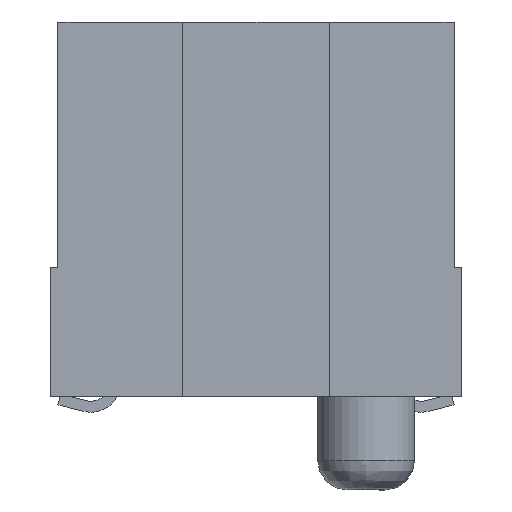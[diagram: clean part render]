
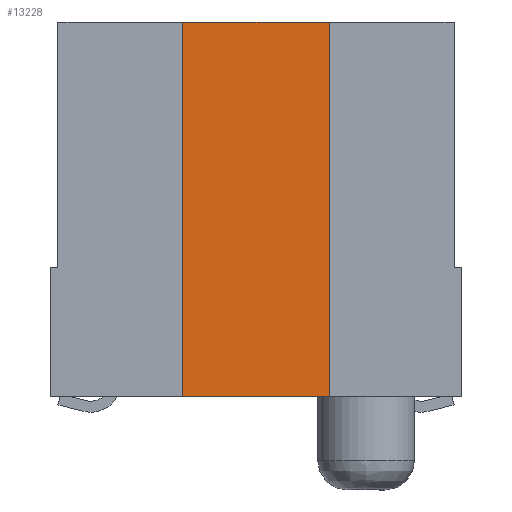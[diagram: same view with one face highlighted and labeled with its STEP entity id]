
A CAD part, left-side view. The second image highlights one B-rep face of the part: STEP entity #13228.
In plain terms, the highlighted planar face has unit normal (-1, 0, 0).
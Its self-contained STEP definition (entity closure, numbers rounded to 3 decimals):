
#3629=CARTESIAN_POINT('',(-10.9,1.,0.));
#3630=VERTEX_POINT('',#3629);
#3637=CARTESIAN_POINT('',(-10.9,-1.,0.));
#3638=VERTEX_POINT('',#3637);
#3639=CARTESIAN_POINT('',(-10.9,1.,0.));
#3640=DIRECTION('',(0.,-1.,0.));
#3641=VECTOR('',#3640,2.);
#3642=LINE('',#3639,#3641);
#3643=EDGE_CURVE('',#3630,#3638,#3642,.T.);
#11676=CARTESIAN_POINT('',(-10.9,-1.,-5.1));
#11677=VERTEX_POINT('',#11676);
#11684=CARTESIAN_POINT('',(-10.9,1.,-5.1));
#11685=VERTEX_POINT('',#11684);
#11686=CARTESIAN_POINT('',(-10.9,-1.,-5.1));
#11687=DIRECTION('',(0.,1.,0.));
#11688=VECTOR('',#11687,2.);
#11689=LINE('',#11686,#11688);
#11690=EDGE_CURVE('',#11677,#11685,#11689,.T.);
#13200=CARTESIAN_POINT('',(-10.9,-1.,0.));
#13201=DIRECTION('',(0.,0.,-1.));
#13202=VECTOR('',#13201,5.1);
#13203=LINE('',#13200,#13202);
#13204=EDGE_CURVE('',#3638,#11677,#13203,.T.);
#13212=CARTESIAN_POINT('',(-10.9,0.,0.));
#13213=DIRECTION('',(0.,1.,0.));
#13214=DIRECTION('',(-1.,0.,0.));
#13215=AXIS2_PLACEMENT_3D('',#13212,#13214,#13213);
#13216=PLANE('',#13215);
#13217=ORIENTED_EDGE('',*,*,#13204,.F.);
#13218=ORIENTED_EDGE('',*,*,#3643,.F.);
#13219=CARTESIAN_POINT('',(-10.9,1.,0.));
#13220=DIRECTION('',(0.,0.,-1.));
#13221=VECTOR('',#13220,5.1);
#13222=LINE('',#13219,#13221);
#13223=EDGE_CURVE('',#3630,#11685,#13222,.T.);
#13224=ORIENTED_EDGE('',*,*,#13223,.T.);
#13225=ORIENTED_EDGE('',*,*,#11690,.F.);
#13226=EDGE_LOOP('',(#13217,#13218,#13224,#13225));
#13227=FACE_OUTER_BOUND('',#13226,.T.);
#13228=ADVANCED_FACE('',(#13227),#13216,.T.);
